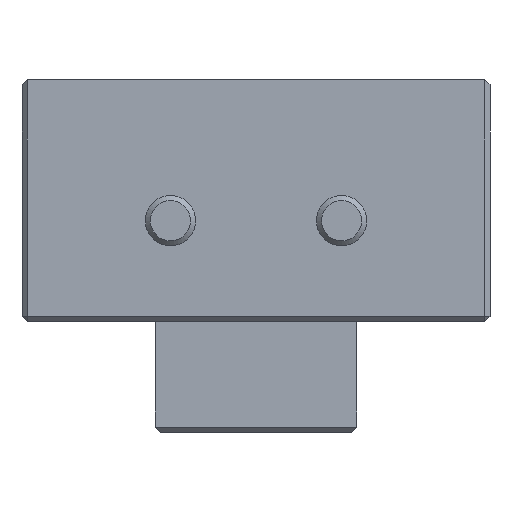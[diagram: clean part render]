
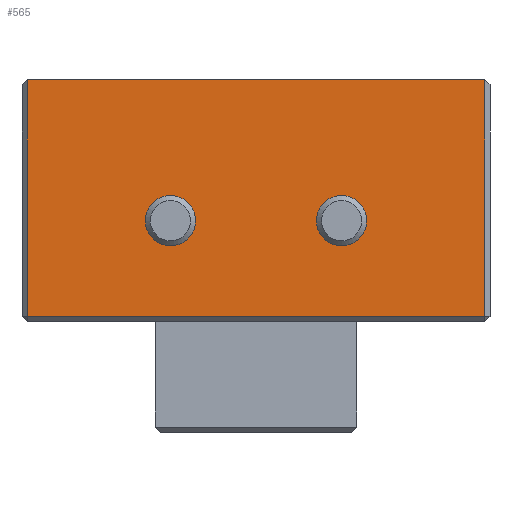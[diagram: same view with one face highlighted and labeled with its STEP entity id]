
A CAD part, front view. The second image highlights one B-rep face of the part: STEP entity #565.
In plain terms, the highlighted planar face has unit normal (0, -1, 0).
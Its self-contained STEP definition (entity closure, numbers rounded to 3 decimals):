
#17=FACE_BOUND('',#97,.T.);
#18=FACE_BOUND('',#98,.T.);
#23=CIRCLE('',#617,0.25);
#26=CIRCLE('',#623,0.25);
#57=FACE_OUTER_BOUND('',#96,.T.);
#96=EDGE_LOOP('',(#456,#457,#458,#459));
#97=EDGE_LOOP('',(#460));
#98=EDGE_LOOP('',(#461));
#113=LINE('',#807,#180);
#123=LINE('',#827,#190);
#125=LINE('',#831,#192);
#151=LINE('',#878,#218);
#180=VECTOR('',#646,10.);
#190=VECTOR('',#664,10.);
#192=VECTOR('',#668,10.);
#218=VECTOR('',#716,10.);
#245=VERTEX_POINT('',#800);
#247=VERTEX_POINT('',#806);
#251=VERTEX_POINT('',#820);
#254=VERTEX_POINT('',#830);
#267=VERTEX_POINT('',#890);
#270=VERTEX_POINT('',#901);
#287=EDGE_CURVE('',#245,#247,#113,.T.);
#297=EDGE_CURVE('',#251,#245,#123,.T.);
#299=EDGE_CURVE('',#254,#251,#125,.T.);
#325=EDGE_CURVE('',#254,#247,#151,.T.);
#330=EDGE_CURVE('',#267,#267,#23,.T.);
#335=EDGE_CURVE('',#270,#270,#26,.T.);
#456=ORIENTED_EDGE('',*,*,#299,.F.);
#457=ORIENTED_EDGE('',*,*,#325,.T.);
#458=ORIENTED_EDGE('',*,*,#287,.F.);
#459=ORIENTED_EDGE('',*,*,#297,.F.);
#460=ORIENTED_EDGE('',*,*,#330,.T.);
#461=ORIENTED_EDGE('',*,*,#335,.T.);
#526=PLANE('',#625);
#565=ADVANCED_FACE('',(#57,#17,#18),#526,.F.);
#617=AXIS2_PLACEMENT_3D('',#892,#735,#736);
#623=AXIS2_PLACEMENT_3D('',#903,#749,#750);
#625=AXIS2_PLACEMENT_3D('',#905,#753,#754);
#646=DIRECTION('',(0.,0.,1.));
#664=DIRECTION('',(-1.,0.,0.));
#668=DIRECTION('',(0.,0.,-1.));
#716=DIRECTION('',(-1.,0.,0.));
#735=DIRECTION('center_axis',(0.,1.,0.));
#736=DIRECTION('ref_axis',(1.,0.,0.));
#749=DIRECTION('center_axis',(0.,1.,0.));
#750=DIRECTION('ref_axis',(1.,0.,0.));
#753=DIRECTION('center_axis',(0.,1.,0.));
#754=DIRECTION('ref_axis',(1.,0.,0.));
#800=CARTESIAN_POINT('',(-2.275,0.,-1.15));
#806=CARTESIAN_POINT('',(-2.275,0.,1.2));
#807=CARTESIAN_POINT('',(-2.275,0.,-0.6));
#820=CARTESIAN_POINT('',(2.275,0.,-1.15));
#827=CARTESIAN_POINT('',(1.163,0.,-1.15));
#830=CARTESIAN_POINT('',(2.275,0.,1.2));
#831=CARTESIAN_POINT('',(2.275,0.,0.6));
#878=CARTESIAN_POINT('',(2.325,0.,1.2));
#890=CARTESIAN_POINT('',(0.6,0.,-0.2));
#892=CARTESIAN_POINT('Origin',(0.85,0.,-0.2));
#901=CARTESIAN_POINT('',(-1.1,0.,-0.2));
#903=CARTESIAN_POINT('Origin',(-0.85,0.,-0.2));
#905=CARTESIAN_POINT('Origin',(0.,0.,0.));
